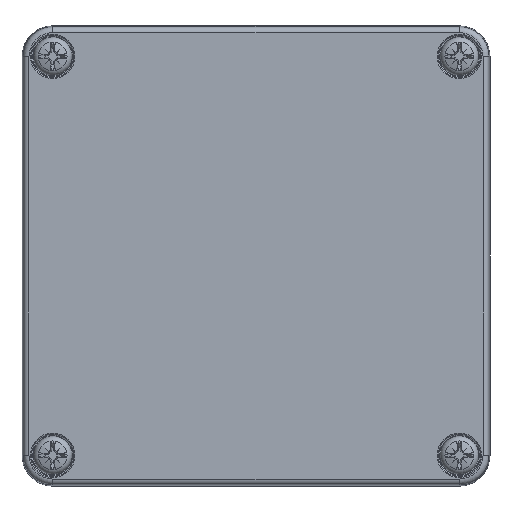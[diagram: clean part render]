
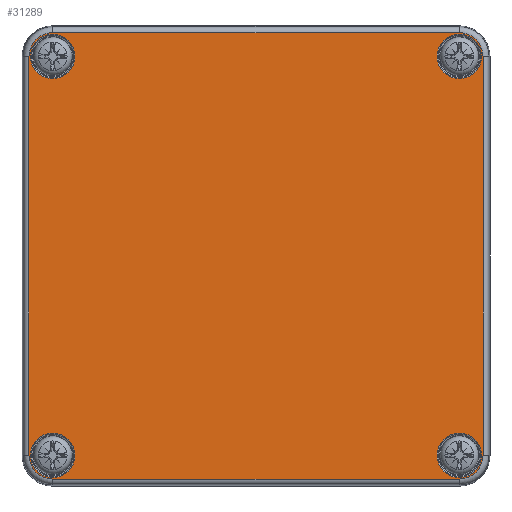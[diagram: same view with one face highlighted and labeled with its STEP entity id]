
A CAD part, top view. The second image highlights one B-rep face of the part: STEP entity #31289.
In plain terms, the highlighted planar face has unit normal (0, 0, 1).
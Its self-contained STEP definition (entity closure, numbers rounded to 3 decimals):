
#30868=CARTESIAN_POINT('',(-53.,-58.177,20.0));
#30869=VERTEX_POINT('',#30868);
#30877=CARTESIAN_POINT('',(-59.177,-52.,20.0));
#30878=VERTEX_POINT('',#30877);
#30879=CARTESIAN_POINT('',(-53.,-52.,20.0));
#30880=DIRECTION('',(0.0,0.0,-1.0));
#30881=DIRECTION('',(-0.707,-0.707,0.0));
#30882=AXIS2_PLACEMENT_3D('',#30879,#30880,#30881);
#30883=CIRCLE('',#30882,6.177);
#30884=EDGE_CURVE('',#30869,#30878,#30883,.T.);
#30910=CARTESIAN_POINT('',(-59.177,52.,20.0));
#30911=VERTEX_POINT('',#30910);
#30928=CARTESIAN_POINT('',(-59.177,-52.,20.0));
#30929=DIRECTION('',(0.0,1.0,0.0));
#30930=VECTOR('',#30929,104.);
#30931=LINE('',#30928,#30930);
#30932=EDGE_CURVE('',#30878,#30911,#30931,.T.);
#30942=CARTESIAN_POINT('',(-53.,58.177,20.0));
#30943=VERTEX_POINT('',#30942);
#30961=CARTESIAN_POINT('',(-53.,52.,20.0));
#30962=DIRECTION('',(0.0,0.0,-1.0));
#30963=DIRECTION('',(-0.707,0.707,0.0));
#30964=AXIS2_PLACEMENT_3D('',#30961,#30962,#30963);
#30965=CIRCLE('',#30964,6.177);
#30966=EDGE_CURVE('',#30911,#30943,#30965,.T.);
#30976=CARTESIAN_POINT('',(53.,58.177,20.0));
#30977=VERTEX_POINT('',#30976);
#30994=CARTESIAN_POINT('',(-53.,58.177,20.0));
#30995=DIRECTION('',(1.0,0.0,0.0));
#30996=VECTOR('',#30995,106.);
#30997=LINE('',#30994,#30996);
#30998=EDGE_CURVE('',#30943,#30977,#30997,.T.);
#31008=CARTESIAN_POINT('',(59.177,52.,20.0));
#31009=VERTEX_POINT('',#31008);
#31027=CARTESIAN_POINT('',(53.,52.,20.0));
#31028=DIRECTION('',(0.0,0.0,-1.0));
#31029=DIRECTION('',(0.707,0.707,0.0));
#31030=AXIS2_PLACEMENT_3D('',#31027,#31028,#31029);
#31031=CIRCLE('',#31030,6.177);
#31032=EDGE_CURVE('',#30977,#31009,#31031,.T.);
#31042=CARTESIAN_POINT('',(59.177,-52.,20.0));
#31043=VERTEX_POINT('',#31042);
#31060=CARTESIAN_POINT('',(59.177,52.,20.0));
#31061=DIRECTION('',(0.0,-1.0,0.0));
#31062=VECTOR('',#31061,104.);
#31063=LINE('',#31060,#31062);
#31064=EDGE_CURVE('',#31009,#31043,#31063,.T.);
#31074=CARTESIAN_POINT('',(53.,-58.177,20.0));
#31075=VERTEX_POINT('',#31074);
#31093=CARTESIAN_POINT('',(53.,-52.,20.0));
#31094=DIRECTION('',(0.0,0.0,-1.0));
#31095=DIRECTION('',(0.707,-0.707,0.0));
#31096=AXIS2_PLACEMENT_3D('',#31093,#31094,#31095);
#31097=CIRCLE('',#31096,6.177);
#31098=EDGE_CURVE('',#31043,#31075,#31097,.T.);
#31116=CARTESIAN_POINT('',(53.,-58.177,20.0));
#31117=DIRECTION('',(-1.0,0.0,0.0));
#31118=VECTOR('',#31117,106.);
#31119=LINE('',#31116,#31118);
#31120=EDGE_CURVE('',#31075,#30869,#31119,.T.);
#31230=CARTESIAN_POINT('',(0.,0.,20.0));
#31231=DIRECTION('',(0.0,0.0,1.0));
#31232=DIRECTION('',(1.0,0.0,0.0));
#31233=AXIS2_PLACEMENT_3D('',#31230,#31231,#31232);
#31234=PLANE('',#31233);
#31235=ORIENTED_EDGE('',*,*,#30884,.F.);
#31236=ORIENTED_EDGE('',*,*,#31120,.F.);
#31237=ORIENTED_EDGE('',*,*,#31098,.F.);
#31238=ORIENTED_EDGE('',*,*,#31064,.F.);
#31239=ORIENTED_EDGE('',*,*,#31032,.F.);
#31240=ORIENTED_EDGE('',*,*,#30998,.F.);
#31241=ORIENTED_EDGE('',*,*,#30966,.F.);
#31242=ORIENTED_EDGE('',*,*,#30932,.F.);
#31243=EDGE_LOOP('',(#31235,#31236,#31237,#31238,#31239,#31240,#31241,#31242));
#31244=FACE_OUTER_BOUND('',#31243,.T.);
#31245=CARTESIAN_POINT('',(-47.2,-52.,20.0));
#31246=VERTEX_POINT('',#31245);
#31247=CARTESIAN_POINT('',(-53.0,-52.,20.0));
#31248=DIRECTION('',(0.0,0.0,1.0));
#31249=DIRECTION('',(-1.0,0.0,0.0));
#31250=AXIS2_PLACEMENT_3D('',#31247,#31248,#31249);
#31251=CIRCLE('',#31250,5.8);
#31252=EDGE_CURVE('',#31246,#31246,#31251,.T.);
#31253=ORIENTED_EDGE('',*,*,#31252,.F.);
#31254=EDGE_LOOP('',(#31253));
#31255=FACE_BOUND('',#31254,.T.);
#31256=CARTESIAN_POINT('',(58.8,52.,20.0));
#31257=VERTEX_POINT('',#31256);
#31258=CARTESIAN_POINT('',(53.,52.,20.0));
#31259=DIRECTION('',(0.0,0.0,1.0));
#31260=DIRECTION('',(-1.0,0.0,0.0));
#31261=AXIS2_PLACEMENT_3D('',#31258,#31259,#31260);
#31262=CIRCLE('',#31261,5.8);
#31263=EDGE_CURVE('',#31257,#31257,#31262,.T.);
#31264=ORIENTED_EDGE('',*,*,#31263,.F.);
#31265=EDGE_LOOP('',(#31264));
#31266=FACE_BOUND('',#31265,.T.);
#31267=CARTESIAN_POINT('',(-47.2,52.,20.0));
#31268=VERTEX_POINT('',#31267);
#31269=CARTESIAN_POINT('',(-53.,52.,20.0));
#31270=DIRECTION('',(0.0,0.0,1.0));
#31271=DIRECTION('',(-1.0,0.0,0.0));
#31272=AXIS2_PLACEMENT_3D('',#31269,#31270,#31271);
#31273=CIRCLE('',#31272,5.8);
#31274=EDGE_CURVE('',#31268,#31268,#31273,.T.);
#31275=ORIENTED_EDGE('',*,*,#31274,.F.);
#31276=EDGE_LOOP('',(#31275));
#31277=FACE_BOUND('',#31276,.T.);
#31278=CARTESIAN_POINT('',(58.8,-52.,20.0));
#31279=VERTEX_POINT('',#31278);
#31280=CARTESIAN_POINT('',(53.,-52.,20.0));
#31281=DIRECTION('',(0.0,0.0,1.0));
#31282=DIRECTION('',(-1.0,0.0,0.0));
#31283=AXIS2_PLACEMENT_3D('',#31280,#31281,#31282);
#31284=CIRCLE('',#31283,5.8);
#31285=EDGE_CURVE('',#31279,#31279,#31284,.T.);
#31286=ORIENTED_EDGE('',*,*,#31285,.F.);
#31287=EDGE_LOOP('',(#31286));
#31288=FACE_BOUND('',#31287,.T.);
#31289=ADVANCED_FACE('',(#31244,#31255,#31266,#31277,#31288),#31234,.T.);
